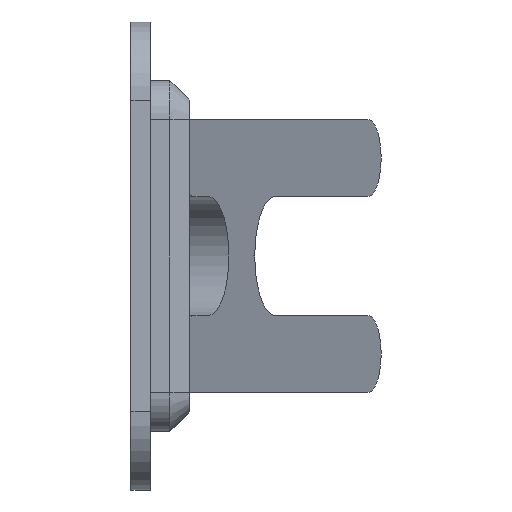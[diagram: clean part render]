
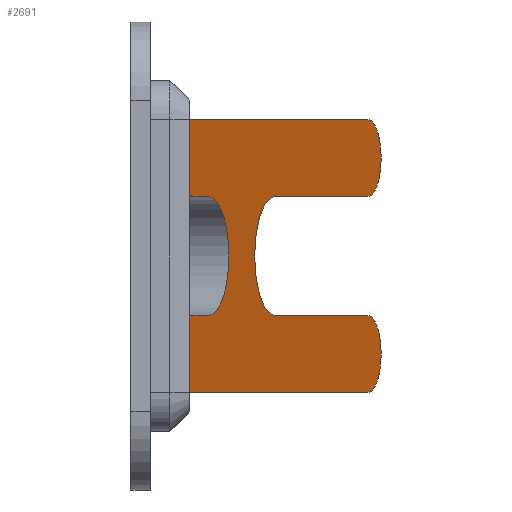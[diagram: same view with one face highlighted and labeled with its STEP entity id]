
A CAD part, left-side view. The second image highlights one B-rep face of the part: STEP entity #2691.
In plain terms, the highlighted planar face has unit normal (-0.342, -0.94, 0).
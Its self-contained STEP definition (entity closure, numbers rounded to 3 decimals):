
#27 = LINE ( 'NONE', #3171, #1324 ) ;
#32 = AXIS2_PLACEMENT_3D ( 'NONE', #1295, #2269, #1788 ) ;
#69 = CIRCLE ( 'NONE', #2704, 0.987 ) ;
#109 = DIRECTION ( 'NONE',  ( -0.342, -0.94, 0. ) ) ;
#132 = EDGE_CURVE ( 'NONE', #2426, #1885, #566, .T. ) ;
#182 = VECTOR ( 'NONE', #1280, 1000. ) ;
#195 = VECTOR ( 'NONE', #2304, 1000. ) ;
#201 = DIRECTION ( 'NONE',  ( -0.342, -0.94, 0. ) ) ;
#215 = DIRECTION ( 'NONE',  ( 0.342, 0.94, 0. ) ) ;
#231 = VECTOR ( 'NONE', #1061, 1000. ) ;
#251 = EDGE_CURVE ( 'NONE', #557, #3110, #2051, .T. ) ;
#260 = CARTESIAN_POINT ( 'NONE',  ( 16.807, -3.394, -1.525 ) ) ;
#263 = CARTESIAN_POINT ( 'NONE',  ( 6.109, 0.5, 1.605 ) ) ;
#282 = VERTEX_POINT ( 'NONE', #393 ) ;
#284 = LINE ( 'NONE', #2175, #182 ) ;
#289 = VECTOR ( 'NONE', #1817, 1000. ) ;
#319 = LINE ( 'NONE', #355, #289 ) ;
#349 = EDGE_CURVE ( 'NONE', #1691, #1644, #69, .T. ) ;
#352 = CARTESIAN_POINT ( 'NONE',  ( 16.807, -3.394, -1.525 ) ) ;
#353 = FACE_OUTER_BOUND ( 'NONE', #1438, .T. ) ;
#355 = CARTESIAN_POINT ( 'NONE',  ( 16.807, -3.394, -3.5 ) ) ;
#374 = CARTESIAN_POINT ( 'NONE',  ( 6.109, 0.5, -1.605 ) ) ;
#386 = EDGE_CURVE ( 'NONE', #2172, #1572, #498, .T. ) ;
#393 = CARTESIAN_POINT ( 'NONE',  ( 18.686, -4.078, 3.5 ) ) ;
#407 = CARTESIAN_POINT ( 'NONE',  ( 6.109, 0.5, -1.605 ) ) ;
#440 = EDGE_CURVE ( 'NONE', #2923, #2010, #1727, .T. ) ;
#449 = DIRECTION ( 'NONE',  ( 0.342, 0.94, 0. ) ) ;
#478 = EDGE_CURVE ( 'NONE', #1572, #1691, #1577, .T. ) ;
#498 = CIRCLE ( 'NONE', #3059, 1.525 ) ;
#510 = AXIS2_PLACEMENT_3D ( 'NONE', #2341, #1416, #3107 ) ;
#533 = CARTESIAN_POINT ( 'NONE',  ( 16.807, -3.394, 1.525 ) ) ;
#541 = VERTEX_POINT ( 'NONE', #2740 ) ;
#557 = VERTEX_POINT ( 'NONE', #1960 ) ;
#566 = LINE ( 'NONE', #533, #231 ) ;
#615 = VERTEX_POINT ( 'NONE', #735 ) ;
#626 = CARTESIAN_POINT ( 'NONE',  ( 6.5, 0.358, 1.525 ) ) ;
#671 = ORIENTED_EDGE ( 'NONE', *, *, #478, .F. ) ;
#693 = DIRECTION ( 'NONE',  ( 0.94, -0.342, 0. ) ) ;
#699 = ORIENTED_EDGE ( 'NONE', *, *, #440, .F. ) ;
#703 = DIRECTION ( 'NONE',  ( 0., 0., 1. ) ) ;
#711 = CARTESIAN_POINT ( 'NONE',  ( 18.686, -4.078, -3.5 ) ) ;
#723 = ORIENTED_EDGE ( 'NONE', *, *, #3097, .T. ) ;
#735 = CARTESIAN_POINT ( 'NONE',  ( 6.109, 0.5, -3.5 ) ) ;
#786 = EDGE_CURVE ( 'NONE', #2923, #2699, #2785, .T. ) ;
#805 = AXIS2_PLACEMENT_3D ( 'NONE', #2132, #449, #924 ) ;
#860 = CIRCLE ( 'NONE', #1941, 1.525 ) ;
#888 = CARTESIAN_POINT ( 'NONE',  ( 6.233, 0.455, -1.552 ) ) ;
#924 = DIRECTION ( 'NONE',  ( 0.94, -0.342, 0. ) ) ;
#943 = CARTESIAN_POINT ( 'NONE',  ( 12.152, -1.699, -1.525 ) ) ;
#946 = ORIENTED_EDGE ( 'NONE', *, *, #1320, .F. ) ;
#1036 = EDGE_CURVE ( 'NONE', #282, #2533, #2540, .T. ) ;
#1061 = DIRECTION ( 'NONE',  ( -0.94, 0.342, 0. ) ) ;
#1279 = ORIENTED_EDGE ( 'NONE', *, *, #2375, .F. ) ;
#1280 = DIRECTION ( 'NONE',  ( -0.94, 0.342, 0. ) ) ;
#1284 = EDGE_CURVE ( 'NONE', #1644, #615, #319, .T. ) ;
#1295 = CARTESIAN_POINT ( 'NONE',  ( 16.807, -3.394, -18.368 ) ) ;
#1320 = EDGE_CURVE ( 'NONE', #2010, #2426, #860, .T. ) ;
#1324 = VECTOR ( 'NONE', #703, 1000. ) ;
#1347 =( BOUNDED_CURVE ( )  B_SPLINE_CURVE ( 3, ( #263, #2246, #1479, #2457 ),
 .UNSPECIFIED., .F., .T. ) 
 B_SPLINE_CURVE_WITH_KNOTS ( ( 4, 4 ),
 ( 4.311, 4.712 ),
 .UNSPECIFIED. ) 
 CURVE ( )  GEOMETRIC_REPRESENTATION_ITEM ( )  RATIONAL_B_SPLINE_CURVE ( ( 1., 0.987, 0.987, 1. ) ) 
 REPRESENTATION_ITEM ( '' )  );
#1416 = DIRECTION ( 'NONE',  ( -0.342, -0.94, 0. ) ) ;
#1438 = EDGE_LOOP ( 'NONE', ( #1780, #723, #2309, #946, #699, #3200, #2250, #2641, #3058, #671, #1918, #1279, #1487, #2279, #3057 ) ) ;
#1479 = CARTESIAN_POINT ( 'NONE',  ( 6.365, 0.407, 1.525 ) ) ;
#1487 = ORIENTED_EDGE ( 'NONE', *, *, #2126, .F. ) ;
#1554 = CARTESIAN_POINT ( 'NONE',  ( 6.365, 0.407, -1.525 ) ) ;
#1572 = VERTEX_POINT ( 'NONE', #943 ) ;
#1577 = LINE ( 'NONE', #260, #2858 ) ;
#1644 = VERTEX_POINT ( 'NONE', #711 ) ;
#1691 = VERTEX_POINT ( 'NONE', #2358 ) ;
#1707 = CARTESIAN_POINT ( 'NONE',  ( 18.686, -4.078, 1.525 ) ) ;
#1727 = LINE ( 'NONE', #352, #2962 ) ;
#1780 = ORIENTED_EDGE ( 'NONE', *, *, #251, .F. ) ;
#1788 = DIRECTION ( 'NONE',  ( 0.94, -0.342, 0. ) ) ;
#1791 = CARTESIAN_POINT ( 'NONE',  ( 16.807, -3.394, 3.5 ) ) ;
#1817 = DIRECTION ( 'NONE',  ( -0.94, 0.342, 0. ) ) ;
#1885 = VERTEX_POINT ( 'NONE', #626 ) ;
#1918 = ORIENTED_EDGE ( 'NONE', *, *, #386, .F. ) ;
#1941 = AXIS2_PLACEMENT_3D ( 'NONE', #2787, #109, #3014 ) ;
#1942 = CIRCLE ( 'NONE', #510, 1.525 ) ;
#1960 = CARTESIAN_POINT ( 'NONE',  ( 6.109, 0.5, 1.605 ) ) ;
#2010 = VERTEX_POINT ( 'NONE', #3114 ) ;
#2051 = LINE ( 'NONE', #3035, #2076 ) ;
#2076 = VECTOR ( 'NONE', #2335, 1000. ) ;
#2126 = EDGE_CURVE ( 'NONE', #2533, #541, #284, .T. ) ;
#2130 = CARTESIAN_POINT ( 'NONE',  ( 12.152, -1.699, 0. ) ) ;
#2132 = CARTESIAN_POINT ( 'NONE',  ( 18.686, -4.078, 2.513 ) ) ;
#2172 = VERTEX_POINT ( 'NONE', #2568 ) ;
#2175 = CARTESIAN_POINT ( 'NONE',  ( 16.807, -3.394, 1.525 ) ) ;
#2202 = CARTESIAN_POINT ( 'NONE',  ( 6.109, 0.5, 3.5 ) ) ;
#2246 = CARTESIAN_POINT ( 'NONE',  ( 6.233, 0.455, 1.552 ) ) ;
#2250 = ORIENTED_EDGE ( 'NONE', *, *, #2901, .F. ) ;
#2269 = DIRECTION ( 'NONE',  ( -0.342, -0.94, 0. ) ) ;
#2279 = ORIENTED_EDGE ( 'NONE', *, *, #1036, .F. ) ;
#2304 = DIRECTION ( 'NONE',  ( 0.94, -0.342, 0. ) ) ;
#2309 = ORIENTED_EDGE ( 'NONE', *, *, #132, .F. ) ;
#2317 = LINE ( 'NONE', #1791, #195 ) ;
#2335 = DIRECTION ( 'NONE',  ( 0., 0., 1. ) ) ;
#2341 = CARTESIAN_POINT ( 'NONE',  ( 12.152, -1.699, 0. ) ) ;
#2358 = CARTESIAN_POINT ( 'NONE',  ( 18.686, -4.078, -1.525 ) ) ;
#2375 = EDGE_CURVE ( 'NONE', #541, #2172, #1942, .T. ) ;
#2426 = VERTEX_POINT ( 'NONE', #2834 ) ;
#2457 = CARTESIAN_POINT ( 'NONE',  ( 6.5, 0.358, 1.525 ) ) ;
#2496 = DIRECTION ( 'NONE',  ( 0.94, -0.342, 0. ) ) ;
#2533 = VERTEX_POINT ( 'NONE', #1707 ) ;
#2540 = CIRCLE ( 'NONE', #805, 0.988 ) ;
#2568 = CARTESIAN_POINT ( 'NONE',  ( 10.719, -1.178, 0. ) ) ;
#2574 = PLANE ( 'NONE',  #32 ) ;
#2614 = CARTESIAN_POINT ( 'NONE',  ( 18.686, -4.078, -2.512 ) ) ;
#2641 = ORIENTED_EDGE ( 'NONE', *, *, #1284, .F. ) ;
#2691 = ADVANCED_FACE ( 'NONE', ( #353 ), #2574, .T. ) ;
#2699 = VERTEX_POINT ( 'NONE', #407 ) ;
#2704 = AXIS2_PLACEMENT_3D ( 'NONE', #2614, #215, #2930 ) ;
#2740 = CARTESIAN_POINT ( 'NONE',  ( 12.152, -1.699, 1.525 ) ) ;
#2785 =( BOUNDED_CURVE ( )  B_SPLINE_CURVE ( 3, ( #3037, #1554, #888, #374 ),
 .UNSPECIFIED., .F., .T. ) 
 B_SPLINE_CURVE_WITH_KNOTS ( ( 4, 4 ),
 ( 4.712, 5.114 ),
 .UNSPECIFIED. ) 
 CURVE ( )  GEOMETRIC_REPRESENTATION_ITEM ( )  RATIONAL_B_SPLINE_CURVE ( ( 1., 0.987, 0.987, 1. ) ) 
 REPRESENTATION_ITEM ( '' )  );
#2787 = CARTESIAN_POINT ( 'NONE',  ( 7.453, 0.011, 0. ) ) ;
#2834 = CARTESIAN_POINT ( 'NONE',  ( 7.453, 0.011, 1.525 ) ) ;
#2858 = VECTOR ( 'NONE', #2496, 1000. ) ;
#2901 = EDGE_CURVE ( 'NONE', #615, #2699, #27, .T. ) ;
#2923 = VERTEX_POINT ( 'NONE', #2941 ) ;
#2930 = DIRECTION ( 'NONE',  ( 0.94, -0.342, 0. ) ) ;
#2941 = CARTESIAN_POINT ( 'NONE',  ( 6.5, 0.358, -1.525 ) ) ;
#2962 = VECTOR ( 'NONE', #3043, 1000. ) ;
#3014 = DIRECTION ( 'NONE',  ( 0.94, -0.342, 0. ) ) ;
#3035 = CARTESIAN_POINT ( 'NONE',  ( 6.109, 0.5, -18.368 ) ) ;
#3037 = CARTESIAN_POINT ( 'NONE',  ( 6.5, 0.358, -1.525 ) ) ;
#3043 = DIRECTION ( 'NONE',  ( 0.94, -0.342, 0. ) ) ;
#3057 = ORIENTED_EDGE ( 'NONE', *, *, #3159, .F. ) ;
#3058 = ORIENTED_EDGE ( 'NONE', *, *, #349, .F. ) ;
#3059 = AXIS2_PLACEMENT_3D ( 'NONE', #2130, #201, #693 ) ;
#3097 = EDGE_CURVE ( 'NONE', #557, #1885, #1347, .T. ) ;
#3107 = DIRECTION ( 'NONE',  ( 0.94, -0.342, 0. ) ) ;
#3110 = VERTEX_POINT ( 'NONE', #2202 ) ;
#3114 = CARTESIAN_POINT ( 'NONE',  ( 7.453, 0.011, -1.525 ) ) ;
#3159 = EDGE_CURVE ( 'NONE', #3110, #282, #2317, .T. ) ;
#3171 = CARTESIAN_POINT ( 'NONE',  ( 6.109, 0.5, -18.368 ) ) ;
#3200 = ORIENTED_EDGE ( 'NONE', *, *, #786, .T. ) ;
